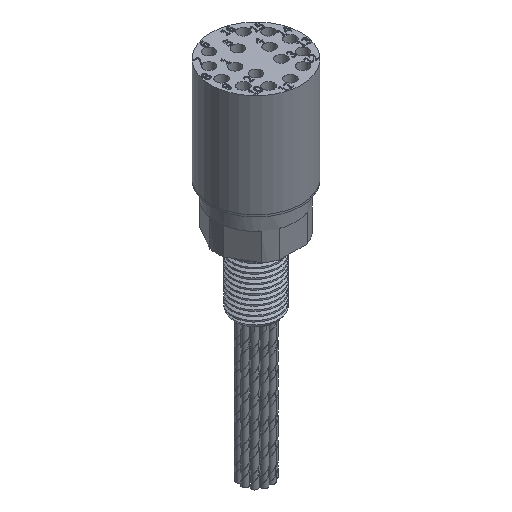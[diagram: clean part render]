
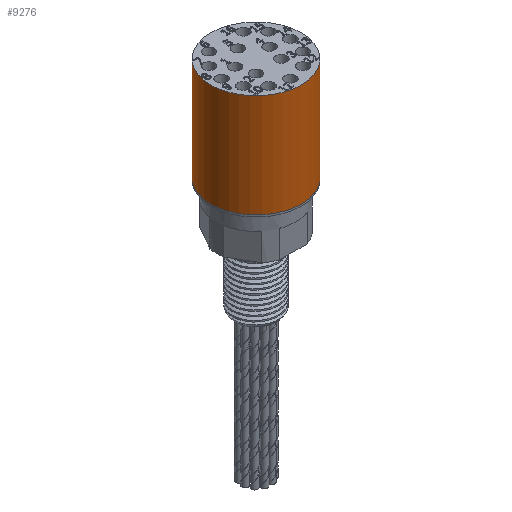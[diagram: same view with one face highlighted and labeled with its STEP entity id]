
A CAD part, isometric view. The second image highlights one B-rep face of the part: STEP entity #9276.
In plain terms, the highlighted cylindrical face has radius 12.5 mm (diameter 25 mm), a full revolution.
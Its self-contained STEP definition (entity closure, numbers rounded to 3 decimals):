
#60=CYLINDRICAL_SURFACE($,#9696,12.5);
#1973=FACE_BOUND($,#3210,.T.);
#1996=CIRCLE($,#9504,12.5);
#2075=CIRCLE($,#9697,12.5);
#2592=FACE_OUTER_BOUND($,#3209,.T.);
#3209=EDGE_LOOP($,(#8442));
#3210=EDGE_LOOP($,(#8443));
#4390=VERTEX_POINT($,#18678);
#4531=VERTEX_POINT($,#31994);
#5635=EDGE_CURVE($,#4390,#4390,#1996,.T.);
#5838=EDGE_CURVE($,#4531,#4531,#2075,.T.);
#8442=ORIENTED_EDGE($,*,*,#5635,.T.);
#8443=ORIENTED_EDGE($,*,*,#5838,.F.);
#9276=ADVANCED_FACE($,(#2592,#1973),#60,.T.);
#9504=AXIS2_PLACEMENT_3D($,#18679,#10854,#10855);
#9696=AXIS2_PLACEMENT_3D($,#31993,#11302,#11303);
#9697=AXIS2_PLACEMENT_3D($,#31995,#11304,#11305);
#10854=DIRECTION('center_axis',(0.,0.,-1.));
#10855=DIRECTION('ref_axis',(-1.,0.,0.));
#11302=DIRECTION('center_axis',(0.,0.,1.));
#11303=DIRECTION('ref_axis',(-1.,0.,0.));
#11304=DIRECTION('center_axis',(0.,0.,-1.));
#11305=DIRECTION('ref_axis',(-1.,0.,0.));
#18678=CARTESIAN_POINT('',(12.5,0.,28.5));
#18679=CARTESIAN_POINT('Origin',(0.,0.,28.5));
#31993=CARTESIAN_POINT('Origin',(0.,0.,0.));
#31994=CARTESIAN_POINT('',(12.5,0.,0.));
#31995=CARTESIAN_POINT('Origin',(0.,0.,0.));
